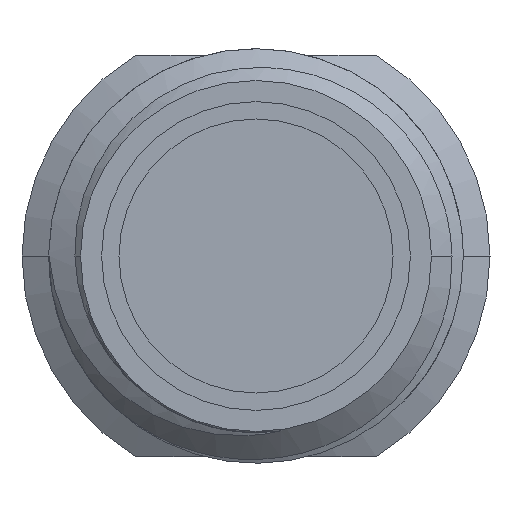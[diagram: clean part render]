
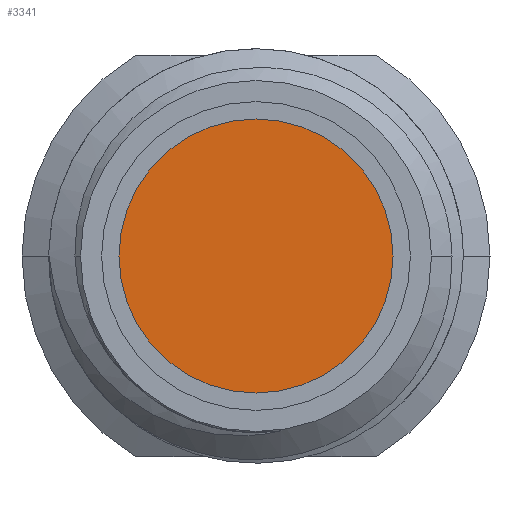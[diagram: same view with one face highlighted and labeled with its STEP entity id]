
A CAD part, left-side view. The second image highlights one B-rep face of the part: STEP entity #3341.
In plain terms, the highlighted planar face has unit normal (-1, 0, 0).
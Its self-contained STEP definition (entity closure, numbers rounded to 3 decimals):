
#63 = DIRECTION ( 'NONE',  ( 1., 0., 0. ) ) ;
#312 = EDGE_CURVE ( 'NONE', #3229, #486, #3092, .T. ) ;
#377 = DIRECTION ( 'NONE',  ( 0., 0., 1. ) ) ;
#416 = CARTESIAN_POINT ( 'NONE',  ( 2.05, 0., 0. ) ) ;
#418 = AXIS2_PLACEMENT_3D ( 'NONE', #3044, #2458, #2713 ) ;
#486 = VERTEX_POINT ( 'NONE', #2570 ) ;
#658 = CIRCLE ( 'NONE', #834, 2.05 ) ;
#834 = AXIS2_PLACEMENT_3D ( 'NONE', #416, #63, #2055 ) ;
#1511 = CARTESIAN_POINT ( 'NONE',  ( 2.05, 0., 0. ) ) ;
#2055 = DIRECTION ( 'NONE',  ( 0., 1., 0. ) ) ;
#2272 = FACE_OUTER_BOUND ( 'NONE', #3097, .T. ) ;
#2458 = DIRECTION ( 'NONE',  ( 1., 0., 0. ) ) ;
#2570 = CARTESIAN_POINT ( 'NONE',  ( 2.05, -2.05, 0. ) ) ;
#2698 = ORIENTED_EDGE ( 'NONE', *, *, #312, .F. ) ;
#2713 = DIRECTION ( 'NONE',  ( 0., 1., 0. ) ) ;
#2819 = DIRECTION ( 'NONE',  ( -1., 0., 0. ) ) ;
#2874 = PLANE ( 'NONE',  #2913 ) ;
#2913 = AXIS2_PLACEMENT_3D ( 'NONE', #1511, #2819, #377 ) ;
#2953 = EDGE_CURVE ( 'NONE', #486, #3229, #658, .T. ) ;
#3044 = CARTESIAN_POINT ( 'NONE',  ( 2.05, 0., 0. ) ) ;
#3092 = CIRCLE ( 'NONE', #418, 2.05 ) ;
#3097 = EDGE_LOOP ( 'NONE', ( #2698, #3293 ) ) ;
#3229 = VERTEX_POINT ( 'NONE', #3574 ) ;
#3293 = ORIENTED_EDGE ( 'NONE', *, *, #2953, .F. ) ;
#3341 = ADVANCED_FACE ( 'NONE', ( #2272 ), #2874, .T. ) ;
#3574 = CARTESIAN_POINT ( 'NONE',  ( 2.05, 2.05, 0. ) ) ;
